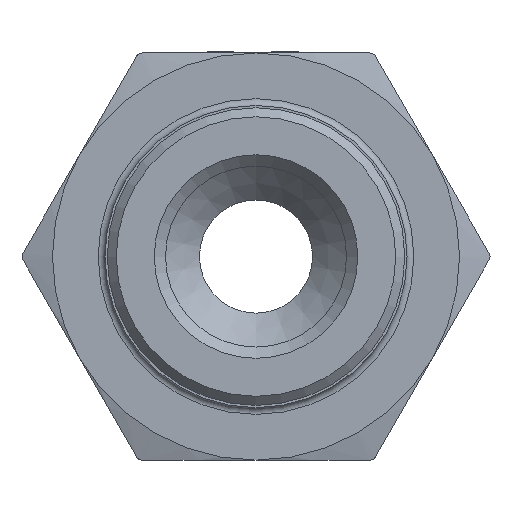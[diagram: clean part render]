
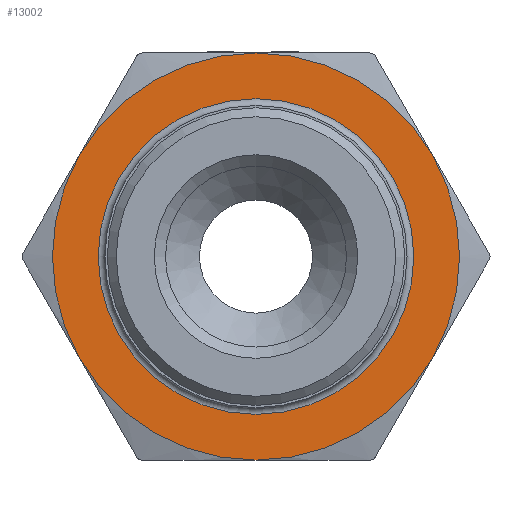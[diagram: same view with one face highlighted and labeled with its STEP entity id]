
A CAD part, left-side view. The second image highlights one B-rep face of the part: STEP entity #13002.
In plain terms, the highlighted planar face has unit normal (-1, 0, 0).
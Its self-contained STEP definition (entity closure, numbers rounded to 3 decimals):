
#23 = EDGE_CURVE ( 'NONE', #6707, #6610, #2211, .T. ) ;
#52 = EDGE_CURVE ( 'NONE', #6610, #6644, #2364, .T. ) ;
#83 = EDGE_CURVE ( 'NONE', #6644, #6662, #2495, .T. ) ;
#113 = EDGE_CURVE ( 'NONE', #6662, #6696, #2500, .T. ) ;
#1428 = CARTESIAN_POINT ( 'NONE',  ( -5.25, 0., 0. ) ) ;
#1435 = DIRECTION ( 'NONE',  ( -1., 0., 0. ) ) ;
#1455 = DIRECTION ( 'NONE',  ( 0., 0., -1. ) ) ;
#2211 = CIRCLE ( 'NONE', #2243, 9. ) ;
#2243 = AXIS2_PLACEMENT_3D ( 'NONE', #1428, #1435, #1455 ) ;
#2360 = AXIS2_PLACEMENT_3D ( 'NONE', #10867, #10872, #10876 ) ;
#2364 = CIRCLE ( 'NONE', #2360, 9. ) ;
#2474 = AXIS2_PLACEMENT_3D ( 'NONE', #3010, #3017, #2990 ) ;
#2486 = AXIS2_PLACEMENT_3D ( 'NONE', #3083, #3096, #3121 ) ;
#2495 = CIRCLE ( 'NONE', #2474, 9. ) ;
#2500 = CIRCLE ( 'NONE', #2486, 9. ) ;
#2659 = ORIENTED_EDGE ( 'NONE', *, *, #83, .T. ) ;
#2661 = ORIENTED_EDGE ( 'NONE', *, *, #52, .T. ) ;
#2678 = ORIENTED_EDGE ( 'NONE', *, *, #9579, .F. ) ;
#2684 = ORIENTED_EDGE ( 'NONE', *, *, #113, .T. ) ;
#2698 = ORIENTED_EDGE ( 'NONE', *, *, #9597, .T. ) ;
#2708 = ORIENTED_EDGE ( 'NONE', *, *, #23, .T. ) ;
#2713 = ORIENTED_EDGE ( 'NONE', *, *, #9557, .T. ) ;
#2990 = DIRECTION ( 'NONE',  ( 0., 0., -1. ) ) ;
#3010 = CARTESIAN_POINT ( 'NONE',  ( -5.25, 0., 0. ) ) ;
#3017 = DIRECTION ( 'NONE',  ( -1., 0., 0. ) ) ;
#3083 = CARTESIAN_POINT ( 'NONE',  ( -5.25, 0., 0. ) ) ;
#3096 = DIRECTION ( 'NONE',  ( -1., 0., 0. ) ) ;
#3121 = DIRECTION ( 'NONE',  ( 0., 0., -1. ) ) ;
#5818 = CARTESIAN_POINT ( 'NONE',  ( -5.25, 0., 0. ) ) ;
#5822 = FACE_BOUND ( 'NONE', #7021, .T. ) ;
#5830 = DIRECTION ( 'NONE',  ( 0., 1., 0. ) ) ;
#5838 = PLANE ( 'NONE',  #11409 ) ;
#5847 = FACE_OUTER_BOUND ( 'NONE', #7056, .T. ) ;
#5854 = DIRECTION ( 'NONE',  ( 1., 0., 0. ) ) ;
#6610 = VERTEX_POINT ( 'NONE', #8773 ) ;
#6613 = VERTEX_POINT ( 'NONE', #8784 ) ;
#6644 = VERTEX_POINT ( 'NONE', #7627 ) ;
#6662 = VERTEX_POINT ( 'NONE', #7634 ) ;
#6696 = VERTEX_POINT ( 'NONE', #7638 ) ;
#6707 = VERTEX_POINT ( 'NONE', #7701 ) ;
#7021 = EDGE_LOOP ( 'NONE', ( #2678 ) ) ;
#7056 = EDGE_LOOP ( 'NONE', ( #2708, #2661, #2659, #2684, #2698, #2713 ) ) ;
#7627 = CARTESIAN_POINT ( 'NONE',  ( -5.25, 0., -9. ) ) ;
#7634 = CARTESIAN_POINT ( 'NONE',  ( -5.25, -7.794, -4.5 ) ) ;
#7638 = CARTESIAN_POINT ( 'NONE',  ( -5.25, -7.794, 4.5 ) ) ;
#7701 = CARTESIAN_POINT ( 'NONE',  ( -5.25, 7.794, 4.5 ) ) ;
#8773 = CARTESIAN_POINT ( 'NONE',  ( -5.25, 7.794, -4.5 ) ) ;
#8784 = CARTESIAN_POINT ( 'NONE',  ( -5.25, 0., 9. ) ) ;
#8982 = CARTESIAN_POINT ( 'NONE',  ( -5.25, 0., 6.978 ) ) ;
#9000 = VERTEX_POINT ( 'NONE', #8982 ) ;
#9557 = EDGE_CURVE ( 'NONE', #6613, #6707, #11283, .T. ) ;
#9579 = EDGE_CURVE ( 'NONE', #9000, #9000, #11259, .T. ) ;
#9597 = EDGE_CURVE ( 'NONE', #6696, #6613, #11306, .T. ) ;
#10867 = CARTESIAN_POINT ( 'NONE',  ( -5.25, 0., 0. ) ) ;
#10872 = DIRECTION ( 'NONE',  ( -1., 0., 0. ) ) ;
#10876 = DIRECTION ( 'NONE',  ( 0., 0., -1. ) ) ;
#11255 = AXIS2_PLACEMENT_3D ( 'NONE', #11973, #11974, #11941 ) ;
#11259 = CIRCLE ( 'NONE', #11303, 6.979 ) ;
#11283 = CIRCLE ( 'NONE', #11298, 9. ) ;
#11298 = AXIS2_PLACEMENT_3D ( 'NONE', #11789, #11760, #11762 ) ;
#11303 = AXIS2_PLACEMENT_3D ( 'NONE', #11905, #11926, #11922 ) ;
#11306 = CIRCLE ( 'NONE', #11255, 9. ) ;
#11409 = AXIS2_PLACEMENT_3D ( 'NONE', #5818, #5854, #5830 ) ;
#11760 = DIRECTION ( 'NONE',  ( -1., 0., 0. ) ) ;
#11762 = DIRECTION ( 'NONE',  ( 0., 0., -1. ) ) ;
#11789 = CARTESIAN_POINT ( 'NONE',  ( -5.25, 0., 0. ) ) ;
#11905 = CARTESIAN_POINT ( 'NONE',  ( -5.25, 0., 0. ) ) ;
#11922 = DIRECTION ( 'NONE',  ( 0., 0., 1. ) ) ;
#11926 = DIRECTION ( 'NONE',  ( -1., 0., 0. ) ) ;
#11941 = DIRECTION ( 'NONE',  ( 0., 0., -1. ) ) ;
#11973 = CARTESIAN_POINT ( 'NONE',  ( -5.25, 0., 0. ) ) ;
#11974 = DIRECTION ( 'NONE',  ( -1., 0., 0. ) ) ;
#13002 = ADVANCED_FACE ( 'NONE', ( #5847, #5822 ), #5838, .F. ) ;
